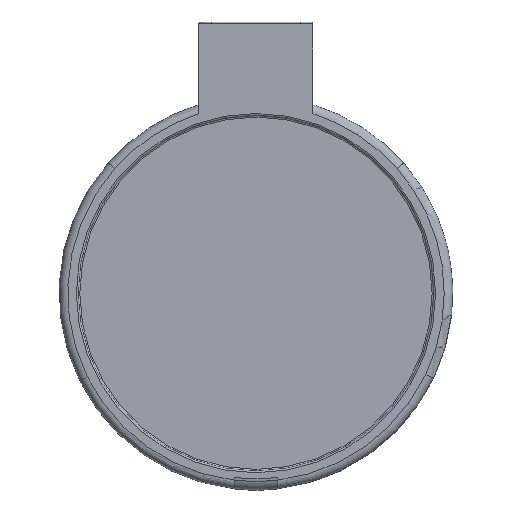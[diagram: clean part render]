
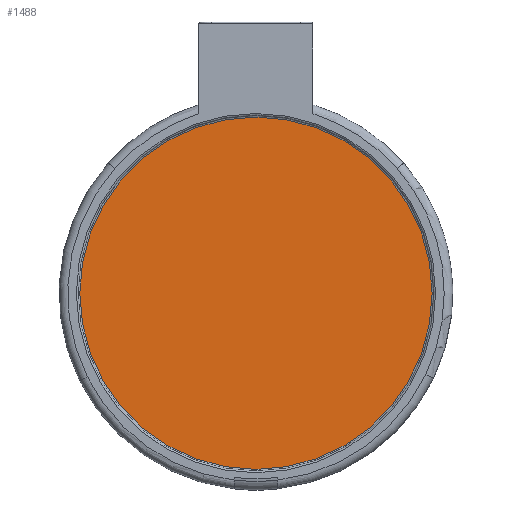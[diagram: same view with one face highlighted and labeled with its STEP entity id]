
A CAD part, top view. The second image highlights one B-rep face of the part: STEP entity #1488.
In plain terms, the highlighted planar face has unit normal (0, 0, 1).
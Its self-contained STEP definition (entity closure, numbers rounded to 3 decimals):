
#1130 = VERTEX_POINT('',#1131);
#1131 = CARTESIAN_POINT('',(10.2,0.,1.8));
#1140 = EDGE_CURVE('',#1130,#1130,#1141,.T.);
#1141 = CIRCLE('',#1142,10.2);
#1142 = AXIS2_PLACEMENT_3D('',#1143,#1144,#1145);
#1143 = CARTESIAN_POINT('',(0.,0.,1.8));
#1144 = DIRECTION('',(0.,0.,1.));
#1145 = DIRECTION('',(1.,0.,0.));
#1488 = ADVANCED_FACE('',(#1489),#1492,.T.);
#1489 = FACE_BOUND('',#1490,.T.);
#1490 = EDGE_LOOP('',(#1491));
#1491 = ORIENTED_EDGE('',*,*,#1140,.T.);
#1492 = PLANE('',#1493);
#1493 = AXIS2_PLACEMENT_3D('',#1494,#1495,#1496);
#1494 = CARTESIAN_POINT('',(0.,0.,1.8));
#1495 = DIRECTION('',(0.,0.,1.));
#1496 = DIRECTION('',(1.,0.,0.));
